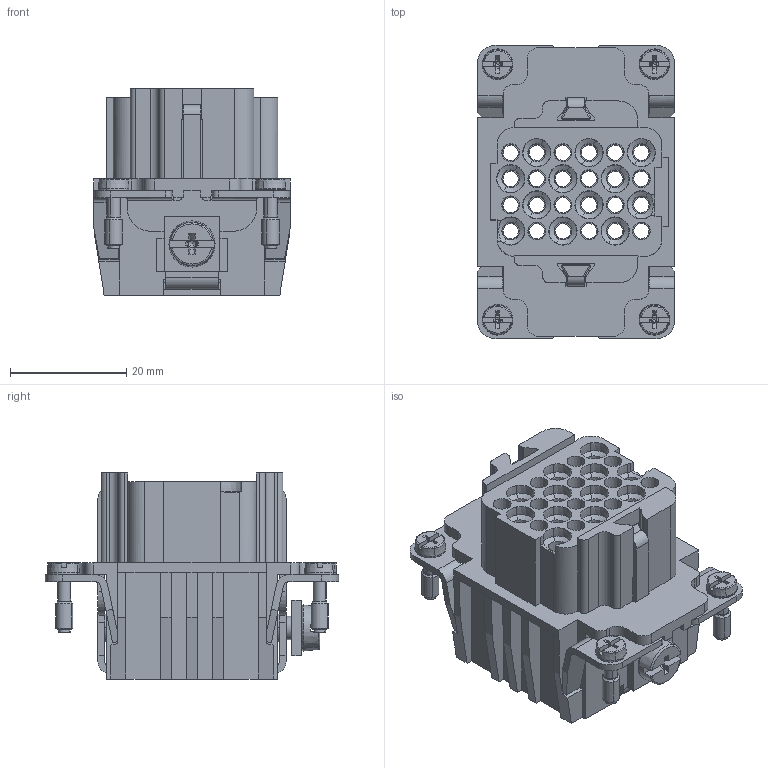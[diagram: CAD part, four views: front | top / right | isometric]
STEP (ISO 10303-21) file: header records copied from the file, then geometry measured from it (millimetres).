
FILE_DESCRIPTION(('CATIA V5 STEP Exchange','CAx-IF Rec.Pracs.--- Model Styling and Organization---1.5--- 2016-08-15','CAx-IF Rec.Pracs.---Supplemental Geometry---1.0---2011-11-01','CAx-IF Rec.Pracs.--- Composite Materials ---1.1---2010-07-15'),'2;1');
FILE_NAME ('13440152_4', '2025-02-17T13:26:47+00:00', ('none'), ('Weidmueller'), 'CATIA Version 5-6 Release 2022 SP4 HF5', 'CATIA V5 STEP AP214 v3', 'none');
FILE_SCHEMA(('AUTOMOTIVE_DESIGN { 1 0 10303 214 1 1 1 1 }'));
Length unit declared in the file: millimetre
Products named in the file (1): 1651160000
Bounding box: 33.9 x 50.5 x 35.5 mm (x, y, z)
Volume: 19805.2 mm3; surface area: 23028.5 mm2
Topology: 1 solids, 3 shells, 1226 faces, 3266 edges, 2063 vertices
Faces by surface type: plane 509, cylinder 359, cone 292, torus 50, bspline 16
Entity records: 35339 total; most frequent: CARTESIAN_POINT 7456, ORIENTED_EDGE 6512, DIRECTION 4430, EDGE_CURVE 3256, VERTEX_POINT 2063, VECTOR 1923, LINE 1923, AXIS2_PLACEMENT_3D 1791
